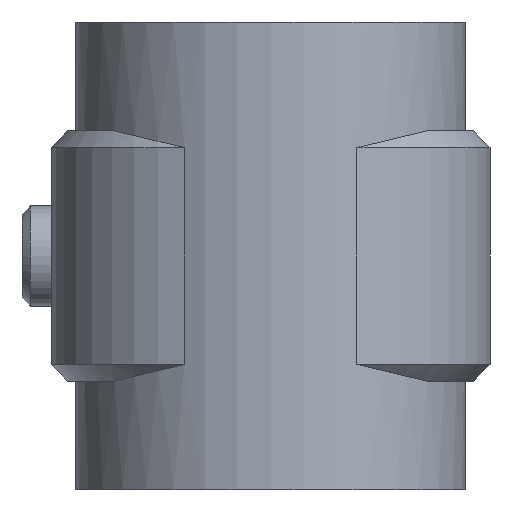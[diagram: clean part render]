
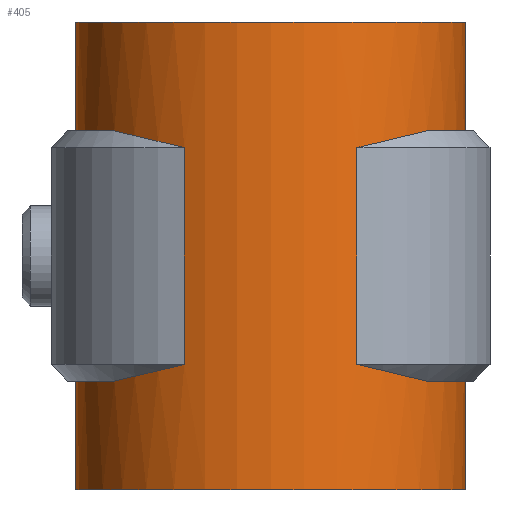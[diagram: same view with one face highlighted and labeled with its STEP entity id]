
A CAD part, front view. The second image highlights one B-rep face of the part: STEP entity #405.
In plain terms, the highlighted cylindrical face has radius 11.685 mm (diameter 23.37 mm), a partial arc.
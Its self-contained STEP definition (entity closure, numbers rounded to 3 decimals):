
#405 = ADVANCED_FACE( '', ( #699 ), #700, .T. );
#699 = FACE_OUTER_BOUND( '', #1685, .T. );
#700 = CYLINDRICAL_SURFACE( '', #1686, 11.685 );
#1685 = EDGE_LOOP( '', ( #3634, #3635, #3636, #3637, #3638, #3639, #3640, #3641, #3642, #3643, #3644, #3645, #3646, #3647, #3648, #3649 ) );
#1686 = AXIS2_PLACEMENT_3D( '', #3650, #3651, #3652 );
#3634 = ORIENTED_EDGE( '', *, *, #4531, .T. );
#3635 = ORIENTED_EDGE( '', *, *, #4686, .T. );
#3636 = ORIENTED_EDGE( '', *, *, #4687, .T. );
#3637 = ORIENTED_EDGE( '', *, *, #4688, .F. );
#3638 = ORIENTED_EDGE( '', *, *, #4689, .T. );
#3639 = ORIENTED_EDGE( '', *, *, #4690, .F. );
#3640 = ORIENTED_EDGE( '', *, *, #4525, .T. );
#3641 = ORIENTED_EDGE( '', *, *, #4691, .F. );
#3642 = ORIENTED_EDGE( '', *, *, #4541, .F. );
#3643 = ORIENTED_EDGE( '', *, *, #4692, .F. );
#3644 = ORIENTED_EDGE( '', *, *, #4693, .T. );
#3645 = ORIENTED_EDGE( '', *, *, #4694, .F. );
#3646 = ORIENTED_EDGE( '', *, *, #4695, .T. );
#3647 = ORIENTED_EDGE( '', *, *, #4696, .T. );
#3648 = ORIENTED_EDGE( '', *, *, #4535, .F. );
#3649 = ORIENTED_EDGE( '', *, *, #4680, .T. );
#3650 = CARTESIAN_POINT( '', ( 0., 0., -26.5 ) );
#3651 = DIRECTION( '', ( 0., 0., -1. ) );
#3652 = DIRECTION( '', ( 0., 1., 0. ) );
#4525 = EDGE_CURVE( '', #5133, #5131, #5134, .T. );
#4531 = EDGE_CURVE( '', #5126, #5143, #5145, .T. );
#4535 = EDGE_CURVE( '', #5151, #5153, #5154, .T. );
#4541 = EDGE_CURVE( '', #5163, #5147, #5165, .T. );
#4680 = EDGE_CURVE( '', #5151, #5126, #5399, .T. );
#4686 = EDGE_CURVE( '', #5143, #5409, #5410, .F. );
#4687 = EDGE_CURVE( '', #5409, #5411, #5412, .T. );
#4688 = EDGE_CURVE( '', #5413, #5411, #5414, .F. );
#4689 = EDGE_CURVE( '', #5413, #5415, #5416, .T. );
#4690 = EDGE_CURVE( '', #5133, #5415, #5417, .F. );
#4691 = EDGE_CURVE( '', #5147, #5131, #5418, .T. );
#4692 = EDGE_CURVE( '', #5419, #5163, #5420, .F. );
#4693 = EDGE_CURVE( '', #5419, #5421, #5422, .T. );
#4694 = EDGE_CURVE( '', #5423, #5421, #5424, .T. );
#4695 = EDGE_CURVE( '', #5423, #5425, #5426, .T. );
#4696 = EDGE_CURVE( '', #5425, #5153, #5427, .F. );
#5126 = VERTEX_POINT( '', #6668 );
#5131 = VERTEX_POINT( '', #6675 );
#5133 = VERTEX_POINT( '', #6678 );
#5134 = LINE( '', #6679, #6680 );
#5143 = VERTEX_POINT( '', #6697 );
#5145 = LINE( '', #6700, #6701 );
#5147 = VERTEX_POINT( '', #6703 );
#5151 = VERTEX_POINT( '', #6709 );
#5153 = VERTEX_POINT( '', #6712 );
#5154 = LINE( '', #6713, #6714 );
#5163 = VERTEX_POINT( '', #6731 );
#5165 = LINE( '', #6734, #6735 );
#5399 = CIRCLE( '', #7673, 11.685 );
#5409 = VERTEX_POINT( '', #7685 );
#5410 = CIRCLE( '', #7686, 11.685 );
#5411 = VERTEX_POINT( '', #7687 );
#5412 = B_SPLINE_CURVE_WITH_KNOTS( '', 3, ( #7688, #7689, #7690, #7691, #7692, #7693, #7694, #7695 ), .UNSPECIFIED., .F., .F., ( 4, 2, 2, 4 ), ( 0., 0.003, 0.004, 0.006 ), .UNSPECIFIED. );
#5413 = VERTEX_POINT( '', #7696 );
#5414 = LINE( '', #7697, #7698 );
#5415 = VERTEX_POINT( '', #7699 );
#5416 = B_SPLINE_CURVE_WITH_KNOTS( '', 3, ( #7700, #7701, #7702, #7703, #7704, #7705, #7706, #7707 ), .UNSPECIFIED., .F., .F., ( 4, 2, 2, 4 ), ( 0., 0.003, 0.004, 0.006 ), .UNSPECIFIED. );
#5417 = CIRCLE( '', #7708, 11.685 );
#5418 = CIRCLE( '', #7709, 11.685 );
#5419 = VERTEX_POINT( '', #7710 );
#5420 = CIRCLE( '', #7711, 11.685 );
#5421 = VERTEX_POINT( '', #7712 );
#5422 = B_SPLINE_CURVE_WITH_KNOTS( '', 3, ( #7713, #7714, #7715, #7716, #7717, #7718, #7719, #7720 ), .UNSPECIFIED., .F., .F., ( 4, 2, 2, 4 ), ( 0., 0.003, 0.004, 0.006 ), .UNSPECIFIED. );
#5423 = VERTEX_POINT( '', #7721 );
#5424 = LINE( '', #7722, #7723 );
#5425 = VERTEX_POINT( '', #7724 );
#5426 = B_SPLINE_CURVE_WITH_KNOTS( '', 3, ( #7725, #7726, #7727, #7728, #7729, #7730, #7731, #7732 ), .UNSPECIFIED., .F., .F., ( 4, 2, 2, 4 ), ( 0., 0.003, 0.004, 0.006 ), .UNSPECIFIED. );
#5427 = CIRCLE( '', #7733, 11.685 );
#6668 = CARTESIAN_POINT( '', ( 6.1, 9.966, -26.5 ) );
#6675 = CARTESIAN_POINT( '', ( 6.1, 9.966, 1.5 ) );
#6678 = CARTESIAN_POINT( '', ( 6.1, 9.966, -5. ) );
#6679 = CARTESIAN_POINT( '', ( 6.1, 9.966, -26.5 ) );
#6680 = VECTOR( '', #8405, 1000. );
#6697 = CARTESIAN_POINT( '', ( 6.1, 9.966, -20. ) );
#6700 = CARTESIAN_POINT( '', ( 6.1, 9.966, -26.5 ) );
#6701 = VECTOR( '', #8409, 1000. );
#6703 = CARTESIAN_POINT( '', ( -6.1, 9.966, 1.5 ) );
#6709 = CARTESIAN_POINT( '', ( -6.1, 9.966, -26.5 ) );
#6712 = CARTESIAN_POINT( '', ( -6.1, 9.966, -20. ) );
#6713 = CARTESIAN_POINT( '', ( -6.1, 9.966, -26.5 ) );
#6714 = VECTOR( '', #8413, 1000. );
#6731 = CARTESIAN_POINT( '', ( -6.1, 9.966, -5. ) );
#6734 = CARTESIAN_POINT( '', ( -6.1, 9.966, -26.5 ) );
#6735 = VECTOR( '', #8417, 1000. );
#7673 = AXIS2_PLACEMENT_3D( '', #8550, #8551, #8552 );
#7685 = CARTESIAN_POINT( '', ( 9.364, -6.99, -20. ) );
#7686 = AXIS2_PLACEMENT_3D( '', #8564, #8565, #8566 );
#7687 = CARTESIAN_POINT( '', ( 5.174, -10.477, -19. ) );
#7688 = CARTESIAN_POINT( '', ( 9.364, -6.99, -20. ) );
#7689 = CARTESIAN_POINT( '', ( 8.808, -7.735, -19.866 ) );
#7690 = CARTESIAN_POINT( '', ( 8.177, -8.397, -19.714 ) );
#7691 = CARTESIAN_POINT( '', ( 7.126, -9.272, -19.461 ) );
#7692 = CARTESIAN_POINT( '', ( 6.756, -9.545, -19.373 ) );
#7693 = CARTESIAN_POINT( '', ( 5.985, -10.047, -19.19 ) );
#7694 = CARTESIAN_POINT( '', ( 5.586, -10.274, -19.096 ) );
#7695 = CARTESIAN_POINT( '', ( 5.174, -10.477, -19. ) );
#7696 = CARTESIAN_POINT( '', ( 5.174, -10.477, -6. ) );
#7697 = CARTESIAN_POINT( '', ( 5.174, -10.477, -12.5 ) );
#7698 = VECTOR( '', #8567, 1000. );
#7699 = CARTESIAN_POINT( '', ( 9.364, -6.99, -5. ) );
#7700 = CARTESIAN_POINT( '', ( 5.174, -10.477, -6. ) );
#7701 = CARTESIAN_POINT( '', ( 5.998, -10.07, -5.807 ) );
#7702 = CARTESIAN_POINT( '', ( 6.76, -9.575, -5.626 ) );
#7703 = CARTESIAN_POINT( '', ( 7.813, -8.701, -5.374 ) );
#7704 = CARTESIAN_POINT( '', ( 8.149, -8.387, -5.293 ) );
#7705 = CARTESIAN_POINT( '', ( 8.787, -7.716, -5.139 ) );
#7706 = CARTESIAN_POINT( '', ( 9.086, -7.362, -5.067 ) );
#7707 = CARTESIAN_POINT( '', ( 9.364, -6.99, -5. ) );
#7708 = AXIS2_PLACEMENT_3D( '', #8568, #8569, #8570 );
#7709 = AXIS2_PLACEMENT_3D( '', #8571, #8572, #8573 );
#7710 = CARTESIAN_POINT( '', ( -9.364, -6.99, -5. ) );
#7711 = AXIS2_PLACEMENT_3D( '', #8574, #8575, #8576 );
#7712 = CARTESIAN_POINT( '', ( -5.174, -10.477, -6. ) );
#7713 = CARTESIAN_POINT( '', ( -9.364, -6.99, -5. ) );
#7714 = CARTESIAN_POINT( '', ( -8.808, -7.735, -5.134 ) );
#7715 = CARTESIAN_POINT( '', ( -8.177, -8.397, -5.286 ) );
#7716 = CARTESIAN_POINT( '', ( -7.126, -9.272, -5.539 ) );
#7717 = CARTESIAN_POINT( '', ( -6.756, -9.545, -5.627 ) );
#7718 = CARTESIAN_POINT( '', ( -5.985, -10.047, -5.81 ) );
#7719 = CARTESIAN_POINT( '', ( -5.586, -10.274, -5.904 ) );
#7720 = CARTESIAN_POINT( '', ( -5.174, -10.477, -6. ) );
#7721 = CARTESIAN_POINT( '', ( -5.174, -10.477, -19. ) );
#7722 = CARTESIAN_POINT( '', ( -5.174, -10.477, -12.5 ) );
#7723 = VECTOR( '', #8577, 1000. );
#7724 = CARTESIAN_POINT( '', ( -9.364, -6.99, -20. ) );
#7725 = CARTESIAN_POINT( '', ( -5.174, -10.477, -19. ) );
#7726 = CARTESIAN_POINT( '', ( -5.998, -10.07, -19.193 ) );
#7727 = CARTESIAN_POINT( '', ( -6.76, -9.575, -19.374 ) );
#7728 = CARTESIAN_POINT( '', ( -7.813, -8.701, -19.626 ) );
#7729 = CARTESIAN_POINT( '', ( -8.149, -8.387, -19.707 ) );
#7730 = CARTESIAN_POINT( '', ( -8.787, -7.716, -19.861 ) );
#7731 = CARTESIAN_POINT( '', ( -9.086, -7.362, -19.933 ) );
#7732 = CARTESIAN_POINT( '', ( -9.364, -6.99, -20. ) );
#7733 = AXIS2_PLACEMENT_3D( '', #8578, #8579, #8580 );
#8405 = DIRECTION( '', ( 0., 0., 1. ) );
#8409 = DIRECTION( '', ( 0., 0., 1. ) );
#8413 = DIRECTION( '', ( 0., 0., 1. ) );
#8417 = DIRECTION( '', ( 0., 0., 1. ) );
#8550 = CARTESIAN_POINT( '', ( 0., 0., -26.5 ) );
#8551 = DIRECTION( '', ( 0., 0., 1. ) );
#8552 = DIRECTION( '', ( 1., 0., 0. ) );
#8564 = CARTESIAN_POINT( '', ( 0., 0., -20. ) );
#8565 = DIRECTION( '', ( 0., 0., 1. ) );
#8566 = DIRECTION( '', ( 1., 0., 0. ) );
#8567 = DIRECTION( '', ( 0., 0., 1. ) );
#8568 = CARTESIAN_POINT( '', ( 0., 0., -5. ) );
#8569 = DIRECTION( '', ( 0., 0., 1. ) );
#8570 = DIRECTION( '', ( 1., 0., 0. ) );
#8571 = CARTESIAN_POINT( '', ( 0., 0., 1.5 ) );
#8572 = DIRECTION( '', ( 0., 0., 1. ) );
#8573 = DIRECTION( '', ( 1., 0., 0. ) );
#8574 = CARTESIAN_POINT( '', ( 0., 0., -5. ) );
#8575 = DIRECTION( '', ( 0., 0., 1. ) );
#8576 = DIRECTION( '', ( 1., 0., 0. ) );
#8577 = DIRECTION( '', ( 0., 0., 1. ) );
#8578 = CARTESIAN_POINT( '', ( 0., 0., -20. ) );
#8579 = DIRECTION( '', ( 0., 0., 1. ) );
#8580 = DIRECTION( '', ( 1., 0., 0. ) );
